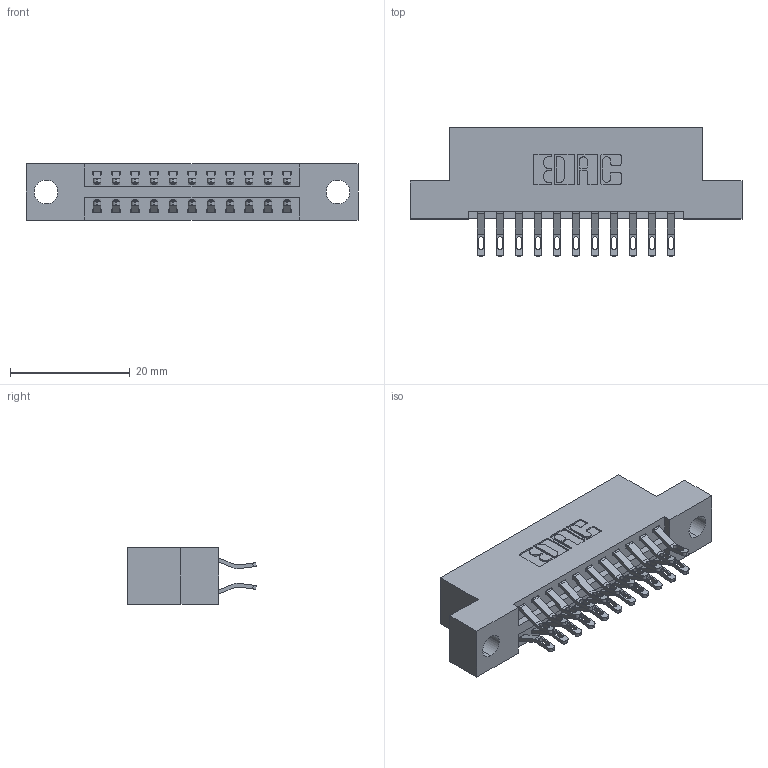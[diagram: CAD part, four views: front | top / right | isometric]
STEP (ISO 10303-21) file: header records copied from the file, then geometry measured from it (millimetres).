
FILE_DESCRIPTION (( 'STEP AP203' ), '1' );
FILE_NAME ('346-022-555-204.STEP', '2022-05-18T21:38:52', ( '' ), ( '' ), 'SwSTEP 2.0', 'SolidWorks 2020', '' );
FILE_SCHEMA (( 'CONFIG_CONTROL_DESIGN' ));
Length unit declared in the file: inch
Products named in the file (3): 346 Part_Flush Mounting Lugs - 0.156 Dia-TH; 346-022-555-204; 345-292-001_555 Tail
Assembly tree (23 placements, depth 2):
  346-022-555-204
    346 Part_Flush Mounting Lugs - 0.156 Dia-TH
    345-292-001_555 Tail  x22
Bounding box: 55.5 x 21.46 x 9.4 mm (x, y, z)
Volume: 5128.9 mm3; surface area: 6638.2 mm2
Topology: 23 solids, 23 shells, 1412 faces, 4391 edges, 2926 vertices
Faces by surface type: plane 816, cylinder 596
Entity records: 12097 total; most frequent: CARTESIAN_POINT 2076, ORIENTED_EDGE 1978, DIRECTION 1849, EDGE_CURVE 989, VECTOR 793, LINE 793, VERTEX_POINT 658, AXIS2_PLACEMENT_3D 528
